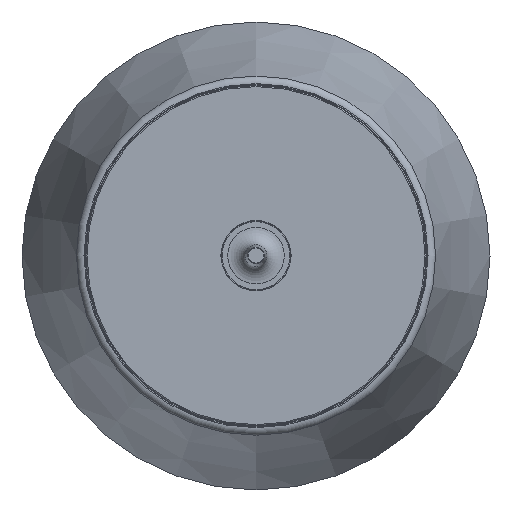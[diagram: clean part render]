
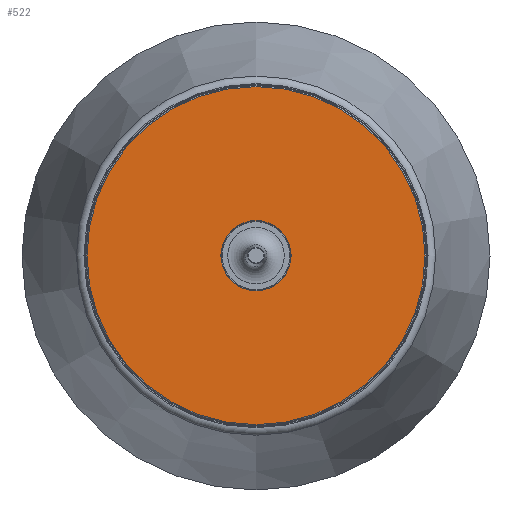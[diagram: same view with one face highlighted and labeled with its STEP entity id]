
A CAD part, top view. The second image highlights one B-rep face of the part: STEP entity #522.
In plain terms, the highlighted planar face has unit normal (0, 0, 1).
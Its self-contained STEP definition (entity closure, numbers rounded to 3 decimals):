
#42=FACE_BOUND('',#103,.T.);
#62=FACE_OUTER_BOUND('',#102,.T.);
#102=EDGE_LOOP('',(#405));
#103=EDGE_LOOP('',(#406));
#193=CIRCLE('',#597,75.858);
#194=CIRCLE('',#598,15.756);
#248=VERTEX_POINT('',#917);
#249=VERTEX_POINT('',#919);
#305=EDGE_CURVE('',#248,#248,#193,.T.);
#306=EDGE_CURVE('',#249,#249,#194,.T.);
#405=ORIENTED_EDGE('',*,*,#305,.T.);
#406=ORIENTED_EDGE('',*,*,#306,.F.);
#501=PLANE('',#596);
#522=ADVANCED_FACE('',(#62,#42),#501,.T.);
#596=AXIS2_PLACEMENT_3D('',#916,#726,#727);
#597=AXIS2_PLACEMENT_3D('',#918,#728,#729);
#598=AXIS2_PLACEMENT_3D('',#920,#730,#731);
#726=DIRECTION('center_axis',(0.,0.,1.));
#727=DIRECTION('ref_axis',(1.,0.,0.));
#728=DIRECTION('center_axis',(0.,0.,1.));
#729=DIRECTION('ref_axis',(1.,0.,0.));
#730=DIRECTION('center_axis',(0.,0.,1.));
#731=DIRECTION('ref_axis',(1.,0.,0.));
#916=CARTESIAN_POINT('Origin',(0.,-15.756,46.568));
#917=CARTESIAN_POINT('',(-75.858,0.,46.568));
#918=CARTESIAN_POINT('Origin',(0.,0.,46.568));
#919=CARTESIAN_POINT('',(0.,15.756,46.568));
#920=CARTESIAN_POINT('Origin',(0.,0.,46.568));
